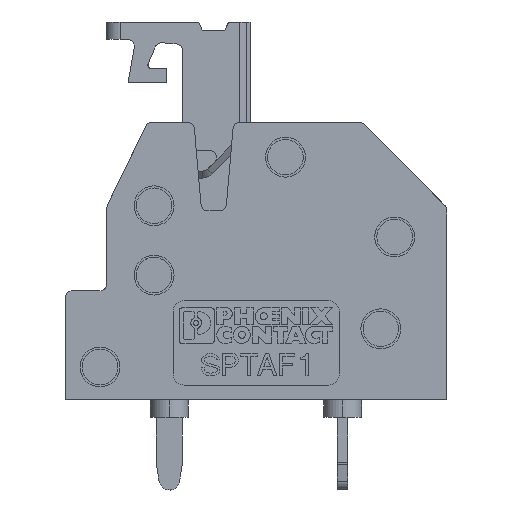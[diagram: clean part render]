
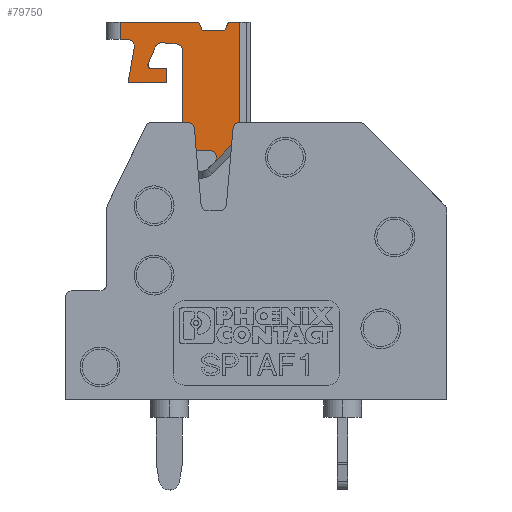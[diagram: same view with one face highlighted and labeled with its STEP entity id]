
A CAD part, left-side view. The second image highlights one B-rep face of the part: STEP entity #79750.
In plain terms, the highlighted face is planar.
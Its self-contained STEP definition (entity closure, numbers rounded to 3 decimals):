
#74640=CARTESIAN_POINT('',(-8.9,6.859,
9.35));
#74650=VERTEX_POINT('',#74640);
#74680=CARTESIAN_POINT('',(-7.7,8.059,9.35));
#74690=DIRECTION('',(0.707,0.707,0.));
#74700=VECTOR('',#74690,1.);
#74710=LINE('',#74680,#74700);
#74720=CARTESIAN_POINT('',(-8.229,7.53,
9.35));
#74730=VERTEX_POINT('',#74720);
#74740=EDGE_CURVE('',#74650,#74730,#74710,.T.);
#77870=CARTESIAN_POINT('',(-7.7,2.415,9.35));
#77880=DIRECTION('',(0.,0.,1.));
#77890=DIRECTION('',(1.,0.,0.));
#77900=AXIS2_PLACEMENT_3D('',#77870,#77880,#77890);
#77910=PLANE('',#77900);
#77920=CARTESIAN_POINT('',(-11.62,2.415,
9.35));
#77930=DIRECTION('',(0.,-1.,0.));
#77940=VECTOR('',#77930,1.);
#77950=LINE('',#77920,#77940);
#77960=CARTESIAN_POINT('',(-11.62,10.9,9.35));
#77970=VERTEX_POINT('',#77960);
#77980=CARTESIAN_POINT('',(-11.62,10.4,
9.35));
#77990=VERTEX_POINT('',#77980);
#78000=EDGE_CURVE('',#77970,#77990,#77950,.T.);
#78010=ORIENTED_EDGE('',*,*,#78000,.T.);
#78020=CARTESIAN_POINT('',(-7.7,10.9,9.35));
#78030=DIRECTION('',(1.,0.,0.));
#78040=VECTOR('',#78030,1.);
#78050=LINE('',#78020,#78040);
#78060=CARTESIAN_POINT('',(-9.346,10.9,9.35));
#78070=VERTEX_POINT('',#78060);
#78080=EDGE_CURVE('',#77970,#78070,#78050,.T.);
#78090=ORIENTED_EDGE('',*,*,#78080,.F.);
#78100=CARTESIAN_POINT('',(-5.958,2.515,
9.35));
#78110=DIRECTION('',(-0.375,0.927,0.));
#78120=VECTOR('',#78110,1.);
#78130=LINE('',#78100,#78120);
#78140=CARTESIAN_POINT('',(-9.245,10.65,9.35));
#78150=VERTEX_POINT('',#78140);
#78160=EDGE_CURVE('',#78150,#78070,#78130,.T.);
#78170=ORIENTED_EDGE('',*,*,#78160,.T.);
#78180=CARTESIAN_POINT('',(-7.7,10.65,9.35));
#78190=DIRECTION('',(-1.,0.,0.));
#78200=VECTOR('',#78190,1.);
#78210=LINE('',#78180,#78200);
#78220=CARTESIAN_POINT('',(-8.595,10.65,9.35));
#78230=VERTEX_POINT('',#78220);
#78240=EDGE_CURVE('',#78230,#78150,#78210,.T.);
#78250=ORIENTED_EDGE('',*,*,#78240,.T.);
#78260=CARTESIAN_POINT('',(-11.882,2.515,
9.35));
#78270=DIRECTION('',(-0.375,-0.927,0.));
#78280=VECTOR('',#78270,1.);
#78290=LINE('',#78260,#78280);
#78300=CARTESIAN_POINT('',(-8.494,10.9,9.35));
#78310=VERTEX_POINT('',#78300);
#78320=EDGE_CURVE('',#78310,#78230,#78290,.T.);
#78330=ORIENTED_EDGE('',*,*,#78320,.T.);
#78340=CARTESIAN_POINT('',(-7.7,10.9,9.35));
#78350=DIRECTION('',(1.,0.,0.));
#78360=VECTOR('',#78350,1.);
#78370=LINE('',#78340,#78360);
#78380=CARTESIAN_POINT('',(-8.17,10.9,9.35));
#78390=VERTEX_POINT('',#78380);
#78400=EDGE_CURVE('',#78310,#78390,#78370,.T.);
#78410=ORIENTED_EDGE('',*,*,#78400,.F.);
#78420=CARTESIAN_POINT('',(-8.17,9.511,
9.35));
#78430=DIRECTION('',(0.,1.,0.));
#78440=VECTOR('',#78430,1.);
#78450=LINE('',#78420,#78440);
#78460=CARTESIAN_POINT('',(-8.17,7.671,
9.35));
#78470=VERTEX_POINT('',#78460);
#78480=EDGE_CURVE('',#78470,#78390,#78450,.T.);
#78490=ORIENTED_EDGE('',*,*,#78480,.T.);
#78500=CARTESIAN_POINT('',(-8.37,7.671,
9.35));
#78510=DIRECTION('',(0.,0.,1.));
#78520=DIRECTION('',(0.,1.,0.));
#78530=AXIS2_PLACEMENT_3D('',#78500,#78510,#78520);
#78540=CIRCLE('',#78530,0.2);
#78550=EDGE_CURVE('',#74730,#78470,#78540,.T.);
#78560=ORIENTED_EDGE('',*,*,#78550,.T.);
#78570=ORIENTED_EDGE('',*,*,#74740,.T.);
#78580=CARTESIAN_POINT('',(-9.041,7.,
9.35));
#78590=DIRECTION('',(0.,0.,-1.));
#78600=DIRECTION('',(-1.,0.,0.));
#78610=AXIS2_PLACEMENT_3D('',#78580,#78590,#78600);
#78620=CIRCLE('',#78610,0.2);
#78630=CARTESIAN_POINT('',(-9.041,7.2,
9.35));
#78640=VERTEX_POINT('',#78630);
#78650=EDGE_CURVE('',#78640,#74650,#78620,.T.);
#78660=ORIENTED_EDGE('',*,*,#78650,.T.);
#78670=CARTESIAN_POINT('',(-7.7,7.2,9.35));
#78680=DIRECTION('',(-1.,0.,0.));
#78690=VECTOR('',#78680,1.);
#78700=LINE('',#78670,#78690);
#78710=CARTESIAN_POINT('',(-9.82,7.2,
9.35));
#78720=VERTEX_POINT('',#78710);
#78730=EDGE_CURVE('',#78640,#78720,#78700,.T.);
#78740=ORIENTED_EDGE('',*,*,#78730,.F.);
#78750=CARTESIAN_POINT('',(-9.82,2.415,
9.35));
#78760=DIRECTION('',(0.,1.,0.));
#78770=VECTOR('',#78760,1.);
#78780=LINE('',#78750,#78770);
#78790=CARTESIAN_POINT('',(-9.82,10.067,
9.35));
#78800=VERTEX_POINT('',#78790);
#78810=EDGE_CURVE('',#78720,#78800,#78780,.T.);
#78820=ORIENTED_EDGE('',*,*,#78810,.F.);
#78830=CARTESIAN_POINT('',(-10.02,10.067,
9.35));
#78840=DIRECTION('',(0.,0.,-1.));
#78850=DIRECTION('',(-1.,0.,0.));
#78860=AXIS2_PLACEMENT_3D('',#78830,#78840,#78850);
#78870=CIRCLE('',#78860,0.2);
#78880=CARTESIAN_POINT('',(-10.003,10.267,
9.35));
#78890=VERTEX_POINT('',#78880);
#78900=EDGE_CURVE('',#78890,#78800,#78870,.T.);
#78910=ORIENTED_EDGE('',*,*,#78900,.T.);
#78920=CARTESIAN_POINT('',(-7.7,10.065,9.35));
#78930=DIRECTION('',(-0.996,0.087,0.));
#78940=VECTOR('',#78930,1.);
#78950=LINE('',#78920,#78940);
#78960=CARTESIAN_POINT('',(-10.405,10.302,
9.35));
#78970=VERTEX_POINT('',#78960);
#78980=EDGE_CURVE('',#78890,#78970,#78950,.T.);
#78990=ORIENTED_EDGE('',*,*,#78980,.F.);
#79000=CARTESIAN_POINT('',(-10.423,10.103,
9.35));
#79010=DIRECTION('',(0.,0.,-1.));
#79020=DIRECTION('',(0.,-1.,0.));
#79030=AXIS2_PLACEMENT_3D('',#79000,#79010,#79020);
#79040=CIRCLE('',#79030,0.2);
#79050=CARTESIAN_POINT('',(-10.607,10.18,
9.35));
#79060=VERTEX_POINT('',#79050);
#79070=EDGE_CURVE('',#79060,#78970,#79040,.T.);
#79080=ORIENTED_EDGE('',*,*,#79070,.T.);
#79090=CARTESIAN_POINT('',(-13.861,2.415,
9.35));
#79100=DIRECTION('',(0.386,0.922,0.));
#79110=VECTOR('',#79100,1.);
#79120=LINE('',#79090,#79110);
#79130=CARTESIAN_POINT('',(-10.808,9.7,
9.35));
#79140=VERTEX_POINT('',#79130);
#79150=EDGE_CURVE('',#79140,#79060,#79120,.T.);
#79160=ORIENTED_EDGE('',*,*,#79150,.T.);
#79170=CARTESIAN_POINT('',(-10.716,9.661,
9.35));
#79180=DIRECTION('',(0.,0.,1.));
#79190=DIRECTION('',(1.,0.,0.));
#79200=AXIS2_PLACEMENT_3D('',#79170,#79180,#79190);
#79210=CIRCLE('',#79200,0.1);
#79220=CARTESIAN_POINT('',(-10.716,9.561,
9.35));
#79230=VERTEX_POINT('',#79220);
#79240=EDGE_CURVE('',#79140,#79230,#79210,.T.);
#79250=ORIENTED_EDGE('',*,*,#79240,.F.);
#79260=CARTESIAN_POINT('',(-7.7,9.561,9.35));
#79270=DIRECTION('',(-1.,0.,0.));
#79280=VECTOR('',#79270,1.);
#79290=LINE('',#79260,#79280);
#79300=CARTESIAN_POINT('',(-10.274,9.561,
9.35));
#79310=VERTEX_POINT('',#79300);
#79320=EDGE_CURVE('',#79310,#79230,#79290,.T.);
#79330=ORIENTED_EDGE('',*,*,#79320,.T.);
#79340=CARTESIAN_POINT('',(-10.274,2.415,
9.35));
#79350=DIRECTION('',(0.,-1.,0.));
#79360=VECTOR('',#79350,1.);
#79370=LINE('',#79340,#79360);
#79380=CARTESIAN_POINT('',(-10.274,9.15,
9.35));
#79390=VERTEX_POINT('',#79380);
#79400=EDGE_CURVE('',#79310,#79390,#79370,.T.);
#79410=ORIENTED_EDGE('',*,*,#79400,.F.);
#79420=CARTESIAN_POINT('',(-7.7,9.15,9.35));
#79430=DIRECTION('',(1.,0.,0.));
#79440=VECTOR('',#79430,1.);
#79450=LINE('',#79420,#79440);
#79460=CARTESIAN_POINT('',(-11.39,9.15,
9.35));
#79470=VERTEX_POINT('',#79460);
#79480=EDGE_CURVE('',#79470,#79390,#79450,.T.);
#79490=ORIENTED_EDGE('',*,*,#79480,.T.);
#79500=CARTESIAN_POINT('',(-12.577,2.415,
9.35));
#79510=DIRECTION('',(-0.174,-0.985,0.));
#79520=VECTOR('',#79510,1.);
#79530=LINE('',#79500,#79520);
#79540=CARTESIAN_POINT('',(-11.211,10.165,
9.35));
#79550=VERTEX_POINT('',#79540);
#79560=EDGE_CURVE('',#79550,#79470,#79530,.T.);
#79570=ORIENTED_EDGE('',*,*,#79560,.T.);
#79580=CARTESIAN_POINT('',(-11.408,10.2,
9.35));
#79590=DIRECTION('',(0.,0.,1.));
#79600=DIRECTION('',(0.,1.,0.));
#79610=AXIS2_PLACEMENT_3D('',#79580,#79590,#79600);
#79620=CIRCLE('',#79610,0.2);
#79630=CARTESIAN_POINT('',(-11.408,10.4,
9.35));
#79640=VERTEX_POINT('',#79630);
#79650=EDGE_CURVE('',#79550,#79640,#79620,.T.);
#79660=ORIENTED_EDGE('',*,*,#79650,.F.);
#79670=CARTESIAN_POINT('',(-7.703,10.4,
9.35));
#79680=DIRECTION('',(-1.,0.,0.));
#79690=VECTOR('',#79680,1.);
#79700=LINE('',#79670,#79690);
#79710=EDGE_CURVE('',#79640,#77990,#79700,.T.);
#79720=ORIENTED_EDGE('',*,*,#79710,.F.);
#79730=EDGE_LOOP('',(#79720,#79660,#79570,#79490,#79410,#79330,#79250,
#79160,#79080,#78990,#78910,#78820,#78740,#78660,#78570,#78560,#78490,
#78410,#78330,#78250,#78170,#78090,#78010));
#79740=FACE_OUTER_BOUND('',#79730,.T.);
#79750=ADVANCED_FACE('',(#79740),#77910,.T.);
